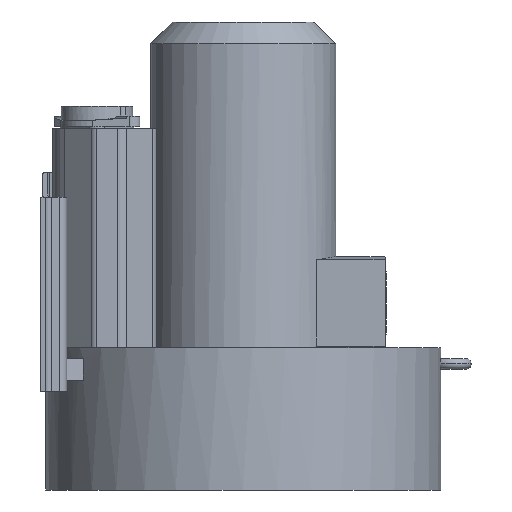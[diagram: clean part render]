
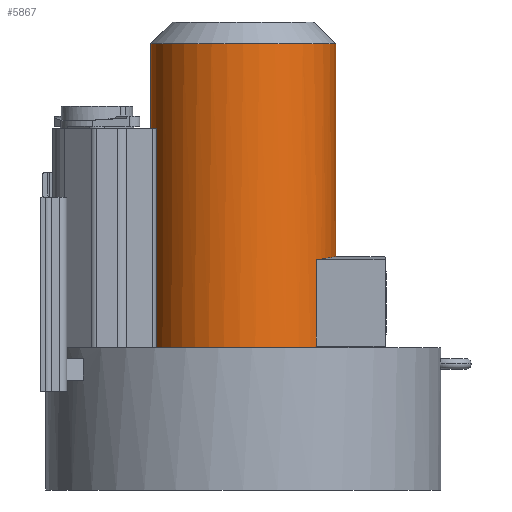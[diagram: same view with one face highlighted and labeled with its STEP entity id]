
A CAD part, left-side view. The second image highlights one B-rep face of the part: STEP entity #5867.
In plain terms, the highlighted cylindrical face has radius 85.7 mm (diameter 171.4 mm), a partial arc.
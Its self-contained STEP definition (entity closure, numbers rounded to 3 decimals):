
#175 = DIRECTION ( 'NONE',  ( 0., 0., -1. ) ) ;
#623 = AXIS2_PLACEMENT_3D ( 'NONE', #1228, #5379, #5178 ) ;
#834 = DIRECTION ( 'NONE',  ( 0., -1., 0. ) ) ;
#918 = CARTESIAN_POINT ( 'NONE',  ( 0., 0., 366.7 ) ) ;
#951 = EDGE_CURVE ( 'NONE', #1525, #3027, #5633, .T. ) ;
#976 = VECTOR ( 'NONE', #2605, 1000. ) ;
#1037 = ORIENTED_EDGE ( 'NONE', *, *, #5837, .F. ) ;
#1111 = DIRECTION ( 'NONE',  ( 0., 0., 1. ) ) ;
#1178 = CIRCLE ( 'NONE', #623, 85.7 ) ;
#1228 = CARTESIAN_POINT ( 'NONE',  ( 0., 0., 85. ) ) ;
#1402 = ORIENTED_EDGE ( 'NONE', *, *, #1606, .T. ) ;
#1438 = EDGE_CURVE ( 'NONE', #3407, #5468, #8610, .T. ) ;
#1525 = VERTEX_POINT ( 'NONE', #3729 ) ;
#1606 = EDGE_CURVE ( 'NONE', #5820, #5468, #4064, .T. ) ;
#1812 = CARTESIAN_POINT ( 'NONE',  ( -4.738, -85.7, 169.359 ) ) ;
#1877 = EDGE_CURVE ( 'NONE', #4810, #5820, #6620, .T. ) ;
#1914 = ORIENTED_EDGE ( 'NONE', *, *, #5691, .F. ) ;
#1967 = CARTESIAN_POINT ( 'NONE',  ( -46.908, -72.053, 86.009 ) ) ;
#2205 = DIRECTION ( 'NONE',  ( 0., 0., -1. ) ) ;
#2387 = CARTESIAN_POINT ( 'NONE',  ( -18.627, -83.69, 168.993 ) ) ;
#2429 = CARTESIAN_POINT ( 'NONE',  ( -36.638, -78.05, 167.991 ) ) ;
#2473 = CARTESIAN_POINT ( 'NONE',  ( -25.433, -81.848, 168.664 ) ) ;
#2570 = CARTESIAN_POINT ( 'NONE',  ( 0., -85.7, 85. ) ) ;
#2605 = DIRECTION ( 'NONE',  ( 0., 0., 1. ) ) ;
#2728 = VERTEX_POINT ( 'NONE', #6552 ) ;
#3027 = VERTEX_POINT ( 'NONE', #5534 ) ;
#3069 = AXIS2_PLACEMENT_3D ( 'NONE', #918, #175, #834 ) ;
#3087 = CARTESIAN_POINT ( 'NONE',  ( -23.174, -82.518, 168.783 ) ) ;
#3139 = CARTESIAN_POINT ( 'NONE',  ( -44.865, -73.629, 167.229 ) ) ;
#3400 = CARTESIAN_POINT ( 'NONE',  ( 0., 85.7, 85. ) ) ;
#3407 = VERTEX_POINT ( 'NONE', #3400 ) ;
#3729 = CARTESIAN_POINT ( 'NONE',  ( -52.36, -67.845, 166.363 ) ) ;
#3737 = CARTESIAN_POINT ( 'NONE',  ( -16.336, -84.169, 169.08 ) ) ;
#4064 = CIRCLE ( 'NONE', #3069, 85.7 ) ;
#4410 = CARTESIAN_POINT ( 'NONE',  ( 0., -85.7, 169.355 ) ) ;
#4608 = ORIENTED_EDGE ( 'NONE', *, *, #5276, .F. ) ;
#4645 = CARTESIAN_POINT ( 'NONE',  ( -41.034, -75.552, 85.457 ) ) ;
#4810 = VERTEX_POINT ( 'NONE', #6351 ) ;
#4909 = DIRECTION ( 'NONE',  ( 0., 1., 0. ) ) ;
#5018 = ORIENTED_EDGE ( 'NONE', *, *, #951, .F. ) ;
#5073 = CARTESIAN_POINT ( 'NONE',  ( -26.561, -81.489, 168.6 ) ) ;
#5178 = DIRECTION ( 'NONE',  ( 0., -1., 0. ) ) ;
#5210 = CARTESIAN_POINT ( 'NONE',  ( 0., -85.7, 366.7 ) ) ;
#5267 = B_SPLINE_CURVE_WITH_KNOTS ( 'NONE', 3,
 ( #5317, #1967, #4645, #7326 ),
 .UNSPECIFIED., .F., .F.,
 ( 4, 4 ),
 ( 0., 1. ),
 .UNSPECIFIED. ) ;
#5276 = EDGE_CURVE ( 'NONE', #2728, #3407, #1178, .T. ) ;
#5317 = CARTESIAN_POINT ( 'NONE',  ( -52.36, -67.845, 86.609 ) ) ;
#5379 = DIRECTION ( 'NONE',  ( 0., 0., -1. ) ) ;
#5468 = VERTEX_POINT ( 'NONE', #7756 ) ;
#5534 = CARTESIAN_POINT ( 'NONE',  ( -52.36, -67.845, 86.609 ) ) ;
#5593 = CARTESIAN_POINT ( 'NONE',  ( -52.36, -67.845, 85. ) ) ;
#5633 = LINE ( 'NONE', #5593, #8369 ) ;
#5691 = EDGE_CURVE ( 'NONE', #3027, #2728, #5267, .T. ) ;
#5820 = VERTEX_POINT ( 'NONE', #5210 ) ;
#5837 = EDGE_CURVE ( 'NONE', #4810, #1525, #6010, .T. ) ;
#5867 = ADVANCED_FACE ( 'NONE', ( #6570 ), #7137, .T. ) ;
#6010 = B_SPLINE_CURVE_WITH_KNOTS ( 'NONE', 3,
 ( #4410, #1812, #8238, #3737, #2387, #6280, #3087, #2473, #5073, #2429, #3139, #7096 ),
 .UNSPECIFIED., .F., .F.,
 ( 4, 2, 2, 2, 2, 4 ),
 ( 0., 0.25, 0.375, 0.437, 0.5, 1. ),
 .UNSPECIFIED. ) ;
#6126 = AXIS2_PLACEMENT_3D ( 'NONE', #7878, #1111, #4909 ) ;
#6152 = ORIENTED_EDGE ( 'NONE', *, *, #1438, .F. ) ;
#6280 = CARTESIAN_POINT ( 'NONE',  ( -22.04, -82.829, 168.839 ) ) ;
#6351 = CARTESIAN_POINT ( 'NONE',  ( 0., -85.7, 169.355 ) ) ;
#6552 = CARTESIAN_POINT ( 'NONE',  ( -34.738, -78.344, 85. ) ) ;
#6570 = FACE_OUTER_BOUND ( 'NONE', #7483, .T. ) ;
#6620 = LINE ( 'NONE', #2570, #7714 ) ;
#7096 = CARTESIAN_POINT ( 'NONE',  ( -52.36, -67.845, 166.363 ) ) ;
#7129 = CARTESIAN_POINT ( 'NONE',  ( 0., 85.7, 85. ) ) ;
#7137 = CYLINDRICAL_SURFACE ( 'NONE', #6126, 85.7 ) ;
#7140 = DIRECTION ( 'NONE',  ( 0., 0., 1. ) ) ;
#7326 = CARTESIAN_POINT ( 'NONE',  ( -34.738, -78.344, 85. ) ) ;
#7483 = EDGE_LOOP ( 'NONE', ( #1037, #7563, #1402, #6152, #4608, #1914, #5018 ) ) ;
#7563 = ORIENTED_EDGE ( 'NONE', *, *, #1877, .T. ) ;
#7714 = VECTOR ( 'NONE', #7140, 1000. ) ;
#7756 = CARTESIAN_POINT ( 'NONE',  ( 0., 85.7, 366.7 ) ) ;
#7878 = CARTESIAN_POINT ( 'NONE',  ( 0., 0., 85. ) ) ;
#8238 = CARTESIAN_POINT ( 'NONE',  ( -9.415, -85.317, 169.289 ) ) ;
#8369 = VECTOR ( 'NONE', #2205, 1000. ) ;
#8610 = LINE ( 'NONE', #7129, #976 ) ;
